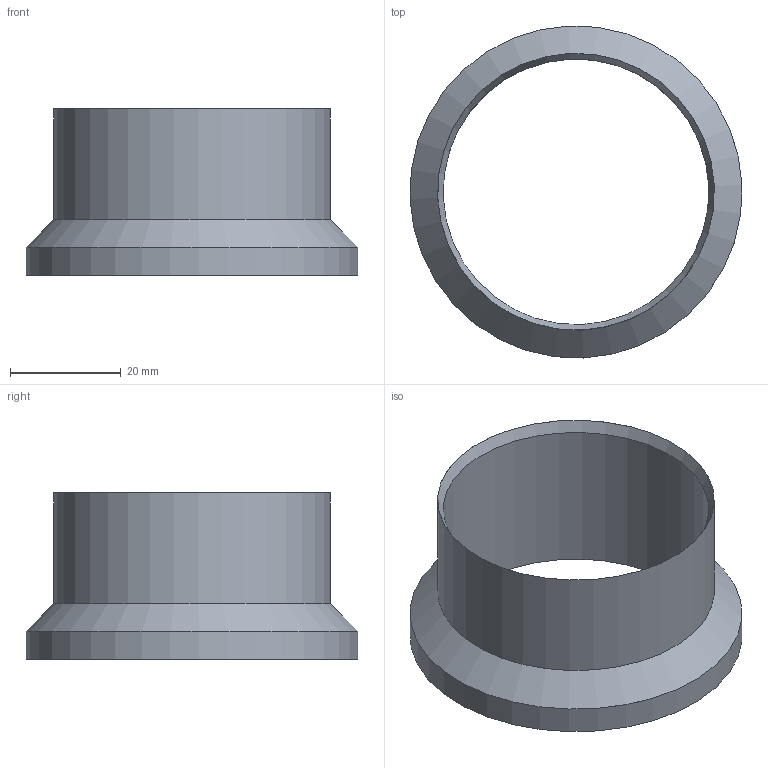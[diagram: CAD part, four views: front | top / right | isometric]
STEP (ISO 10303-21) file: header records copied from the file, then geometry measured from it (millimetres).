
FILE_DESCRIPTION(('FreeCAD Model'),'2;1');
FILE_NAME('Open CASCADE Shape Model','2024-11-18T19:46:45',(''),(''), 'Open CASCADE STEP processor 7.7','FreeCAD','Unknown');
FILE_SCHEMA(('AUTOMOTIVE_DESIGN { 1 0 10303 214 1 1 1 1 }'));
Length unit declared in the file: millimetre
Products named in the file (1): Hose Adapter
Bounding box: 59.94 x 59.94 x 30 mm (x, y, z)
Volume: 10345.3 mm3; surface area: 11302.8 mm2
Topology: 1 solids, 1 shells, 20 faces, 31 edges, 20 vertices
Faces by surface type: plane 9, cylinder 9, cone 2
Full cylindrical faces by diameter (mm): 5.2 x6, 48 x1, 50 x1, 60 x1
Entity records: 484 total; most frequent: DIRECTION 92, CARTESIAN_POINT 73, ORIENTED_EDGE 62, AXIS2_PLACEMENT_3D 41, EDGE_CURVE 31, FACE_BOUND 29, EDGE_LOOP 29, ADVANCED_FACE 20
